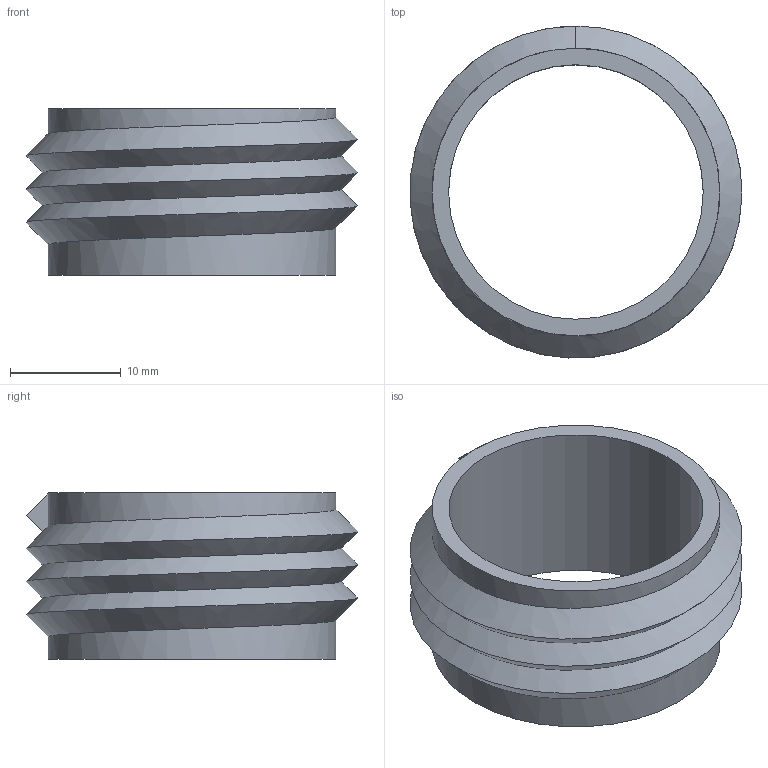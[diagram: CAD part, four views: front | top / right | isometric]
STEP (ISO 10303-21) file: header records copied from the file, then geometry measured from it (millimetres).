
FILE_DESCRIPTION(/* description */ (''),/* implementation_level */ '2;1');
FILE_NAME(/* name */ 'corps.stp',/* time_stamp */ '2018-09-27T19:23:35-04:00',/* author */ ('yvonq'),/* organization */ (''),/* preprocessor_version */ 'ST-DEVELOPER v17',/* originating_system */ 'Autodesk Inventor 2018',/* authorisation */ '');
FILE_SCHEMA (('AUTOMOTIVE_DESIGN { 1 0 10303 214 3 1 1 }'));
Length unit declared in the file: millimetre
Products named in the file (1): corps
Bounding box: 29.98 x 29.98 x 15 mm (x, y, z)
Volume: 2721 mm3; surface area: 2988.3 mm2
Topology: 1 solids, 1 shells, 10 faces, 22 edges, 14 vertices
Faces by surface type: cylinder 4, plane 4, bspline 2
Full cylindrical faces by diameter (mm): 23 x1, 26 x1
Entity records: 806 total; most frequent: CARTESIAN_POINT 557, ORIENTED_EDGE 44, DIRECTION 37, EDGE_CURVE 22, VERTEX_POINT 14, AXIS2_PLACEMENT_3D 14, EDGE_LOOP 12, FACE_OUTER_BOUND 10
